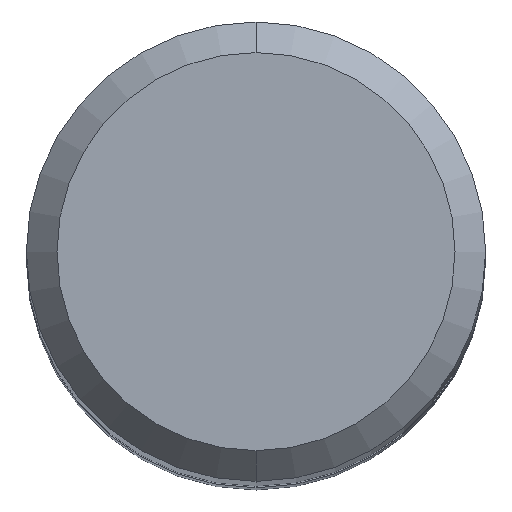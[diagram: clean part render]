
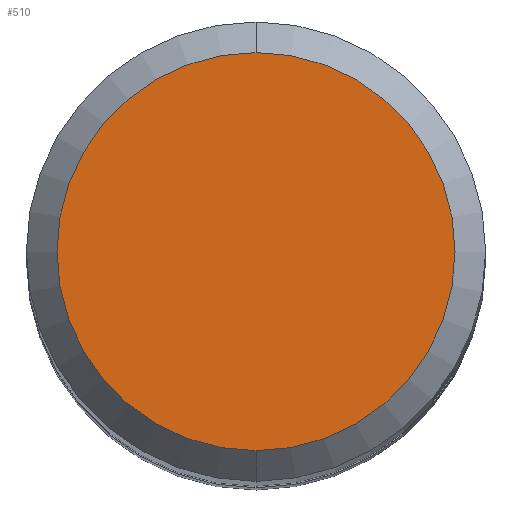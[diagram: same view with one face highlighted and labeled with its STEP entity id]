
A CAD part, top view. The second image highlights one B-rep face of the part: STEP entity #510.
In plain terms, the highlighted planar face has unit normal (0, 0, 1).
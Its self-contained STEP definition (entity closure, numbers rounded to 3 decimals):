
#204=EDGE_CURVE('',#280,#508,#561,.T.);
#280=VERTEX_POINT('',#648);
#368=EDGE_CURVE('',#508,#280,#740,.T.);
#508=VERTEX_POINT('',#897);
#510=ADVANCED_FACE('',(#899),#900,.T.);
#561=CIRCLE('',#949,2.6);
#648=CARTESIAN_POINT('',(0.,-2.6,36.0));
#740=CIRCLE('',#1226,2.6);
#897=CARTESIAN_POINT('',(0.0,2.6,36.0));
#899=FACE_OUTER_BOUND('',#1577,.T.);
#900=PLANE('',#1578);
#949=AXIS2_PLACEMENT_3D('',#1651,#1652,#1653);
#1226=AXIS2_PLACEMENT_3D('',#1841,#1842,#1843);
#1577=EDGE_LOOP('',(#2018,#2019));
#1578=AXIS2_PLACEMENT_3D('',#2020,#2021,#2022);
#1651=CARTESIAN_POINT('',(0.0,0.0,36.0));
#1652=DIRECTION('',(0.0,0.0,-1.0));
#1653=DIRECTION('',(0.0,1.0,0.0));
#1841=CARTESIAN_POINT('',(0.0,0.0,36.0));
#1842=DIRECTION('',(0.0,0.0,-1.0));
#1843=DIRECTION('',(0.0,1.0,0.0));
#2018=ORIENTED_EDGE('',*,*,#368,.F.);
#2019=ORIENTED_EDGE('',*,*,#204,.F.);
#2020=CARTESIAN_POINT('',(0.0,1.3,36.0));
#2021=DIRECTION('',(0.0,0.0,1.0));
#2022=DIRECTION('',(0.0,-1.0,0.0));
